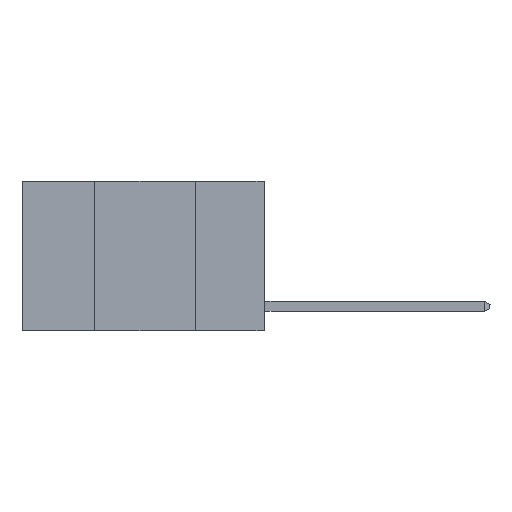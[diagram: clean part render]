
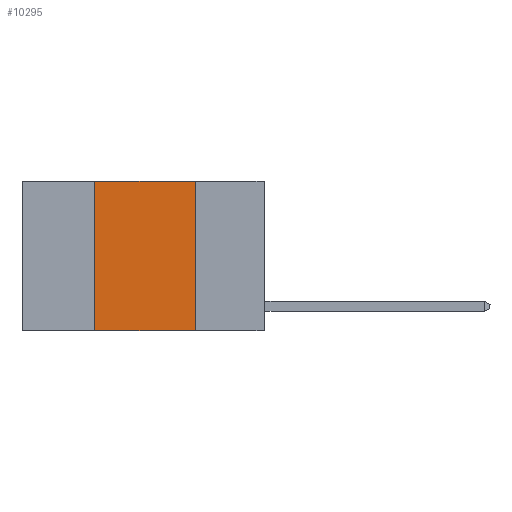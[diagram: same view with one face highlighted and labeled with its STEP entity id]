
A CAD part, left-side view. The second image highlights one B-rep face of the part: STEP entity #10295.
In plain terms, the highlighted planar face has unit normal (-1, 0, 0).
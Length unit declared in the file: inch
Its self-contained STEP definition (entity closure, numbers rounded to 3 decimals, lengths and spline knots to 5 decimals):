
#1851 = VECTOR ( 'NONE', #24700, 39.37008 ) ;
#3177 = VECTOR ( 'NONE', #13127, 39.37008 ) ;
#3614 = VERTEX_POINT ( 'NONE', #16153 ) ;
#4870 = EDGE_CURVE ( 'NONE', #19028, #22741, #22115, .T. ) ;
#5821 = VERTEX_POINT ( 'NONE', #13342 ) ;
#5835 = VECTOR ( 'NONE', #23074, 39.37008 ) ;
#6431 = LINE ( 'NONE', #11013, #3177 ) ;
#6451 = ORIENTED_EDGE ( 'NONE', *, *, #8118, .F. ) ;
#7835 = EDGE_CURVE ( 'NONE', #3614, #22741, #6431, .T. ) ;
#8118 = EDGE_CURVE ( 'NONE', #5821, #3614, #22242, .T. ) ;
#8822 = ORIENTED_EDGE ( 'NONE', *, *, #14774, .F. ) ;
#9488 = CARTESIAN_POINT ( 'NONE',  ( 0., 0.6, 0. ) ) ;
#10295 = ADVANCED_FACE ( 'NONE', ( #10807 ), #18430, .F. ) ;
#10807 = FACE_OUTER_BOUND ( 'NONE', #22808, .T. ) ;
#11013 = CARTESIAN_POINT ( 'NONE',  ( 0., 0.17, 0. ) ) ;
#11412 = LINE ( 'NONE', #18908, #1851 ) ;
#13127 = DIRECTION ( 'NONE',  ( 0., 0., -1. ) ) ;
#13342 = CARTESIAN_POINT ( 'NONE',  ( 0., 0.42, 0. ) ) ;
#13614 = CARTESIAN_POINT ( 'NONE',  ( 0., 0.17, -0.37 ) ) ;
#14544 = DIRECTION ( 'NONE',  ( 1., 0., 0. ) ) ;
#14774 = EDGE_CURVE ( 'NONE', #19028, #5821, #11412, .T. ) ;
#16153 = CARTESIAN_POINT ( 'NONE',  ( 0., 0.17, 0. ) ) ;
#16207 = CARTESIAN_POINT ( 'NONE',  ( 0., 0.6, -0.37 ) ) ;
#17041 = VECTOR ( 'NONE', #21881, 39.37008 ) ;
#17681 = ORIENTED_EDGE ( 'NONE', *, *, #4870, .T. ) ;
#18430 = PLANE ( 'NONE',  #21837 ) ;
#18677 = DIRECTION ( 'NONE',  ( 0., 0., -1. ) ) ;
#18908 = CARTESIAN_POINT ( 'NONE',  ( 0., 0.42, 0. ) ) ;
#19028 = VERTEX_POINT ( 'NONE', #20062 ) ;
#19163 = ORIENTED_EDGE ( 'NONE', *, *, #7835, .F. ) ;
#20062 = CARTESIAN_POINT ( 'NONE',  ( 0., 0.42, -0.37 ) ) ;
#21837 = AXIS2_PLACEMENT_3D ( 'NONE', #24136, #14544, #18677 ) ;
#21881 = DIRECTION ( 'NONE',  ( 0., -1., 0. ) ) ;
#22115 = LINE ( 'NONE', #16207, #17041 ) ;
#22242 = LINE ( 'NONE', #9488, #5835 ) ;
#22741 = VERTEX_POINT ( 'NONE', #13614 ) ;
#22808 = EDGE_LOOP ( 'NONE', ( #19163, #6451, #8822, #17681 ) ) ;
#23074 = DIRECTION ( 'NONE',  ( 0., -1., 0. ) ) ;
#24136 = CARTESIAN_POINT ( 'NONE',  ( 0., 0.6, 0. ) ) ;
#24700 = DIRECTION ( 'NONE',  ( 0., 0., 1. ) ) ;
